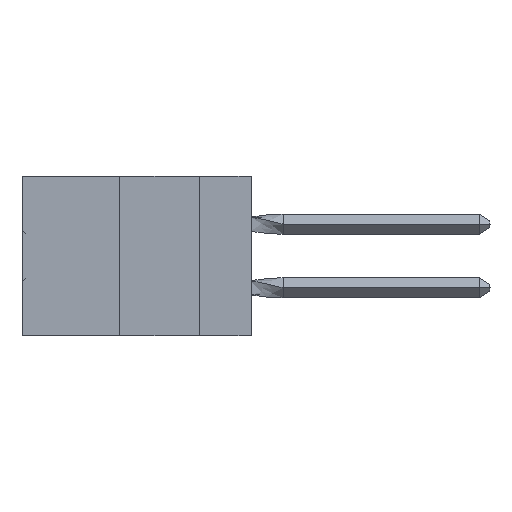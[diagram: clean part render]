
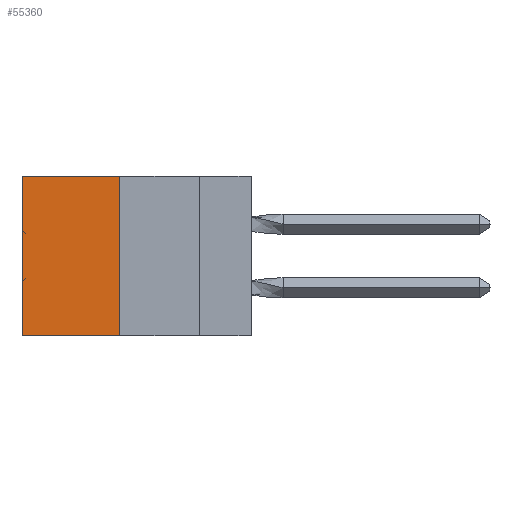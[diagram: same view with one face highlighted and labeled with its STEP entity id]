
A CAD part, left-side view. The second image highlights one B-rep face of the part: STEP entity #55360.
In plain terms, the highlighted planar face has unit normal (-1, 0, 0).
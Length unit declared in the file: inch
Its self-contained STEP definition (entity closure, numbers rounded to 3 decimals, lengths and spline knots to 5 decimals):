
#563 = CARTESIAN_POINT ( 'NONE',  ( 0.305, 0.413, 0. ) ) ;
#3389 = VECTOR ( 'NONE', #46797, 39.37008 ) ;
#4461 = CARTESIAN_POINT ( 'NONE',  ( 0.305, 0.72, 0. ) ) ;
#8728 = FACE_OUTER_BOUND ( 'NONE', #51496, .T. ) ;
#8793 = ORIENTED_EDGE ( 'NONE', *, *, #25897, .T. ) ;
#9567 = DIRECTION ( 'NONE',  ( 0., 1., 0. ) ) ;
#9674 = DIRECTION ( 'NONE',  ( 0., 0., -1. ) ) ;
#10887 = EDGE_CURVE ( 'NONE', #54132, #33085, #39825, .T. ) ;
#11500 = LINE ( 'NONE', #17107, #3389 ) ;
#13033 = DIRECTION ( 'NONE',  ( 0., 1., 0. ) ) ;
#14116 = VECTOR ( 'NONE', #9567, 39.37008 ) ;
#17016 = VECTOR ( 'NONE', #9674, 39.37008 ) ;
#17107 = CARTESIAN_POINT ( 'NONE',  ( 0.305, 0.413, -0.5 ) ) ;
#24853 = LINE ( 'NONE', #35324, #14116 ) ;
#25163 = CARTESIAN_POINT ( 'NONE',  ( 0.305, 0.413, -0.5 ) ) ;
#25897 = EDGE_CURVE ( 'NONE', #33085, #34111, #48613, .T. ) ;
#26752 = AXIS2_PLACEMENT_3D ( 'NONE', #49250, #40795, #44915 ) ;
#26877 = CARTESIAN_POINT ( 'NONE',  ( 0.305, 0.72, -0.5 ) ) ;
#30861 = VERTEX_POINT ( 'NONE', #25163 ) ;
#30888 = EDGE_CURVE ( 'NONE', #30861, #34111, #24853, .T. ) ;
#32226 = CARTESIAN_POINT ( 'NONE',  ( 0.305, 0.413, 0. ) ) ;
#32639 = PLANE ( 'NONE',  #26752 ) ;
#33085 = VERTEX_POINT ( 'NONE', #4461 ) ;
#33808 = EDGE_CURVE ( 'NONE', #54132, #30861, #11500, .T. ) ;
#34111 = VERTEX_POINT ( 'NONE', #26877 ) ;
#35324 = CARTESIAN_POINT ( 'NONE',  ( 0.305, 0.413, -0.5 ) ) ;
#37083 = VECTOR ( 'NONE', #13033, 39.37008 ) ;
#37563 = ORIENTED_EDGE ( 'NONE', *, *, #33808, .F. ) ;
#39825 = LINE ( 'NONE', #563, #37083 ) ;
#40795 = DIRECTION ( 'NONE',  ( 1., 0., 0. ) ) ;
#44915 = DIRECTION ( 'NONE',  ( 0., 0., -1. ) ) ;
#46797 = DIRECTION ( 'NONE',  ( 0., 0., -1. ) ) ;
#48026 = CARTESIAN_POINT ( 'NONE',  ( 0.305, 0.72, -0.5 ) ) ;
#48613 = LINE ( 'NONE', #48026, #17016 ) ;
#48761 = ORIENTED_EDGE ( 'NONE', *, *, #30888, .F. ) ;
#49250 = CARTESIAN_POINT ( 'NONE',  ( 0.305, 0.413, -0.5 ) ) ;
#49378 = ORIENTED_EDGE ( 'NONE', *, *, #10887, .T. ) ;
#51496 = EDGE_LOOP ( 'NONE', ( #8793, #48761, #37563, #49378 ) ) ;
#54132 = VERTEX_POINT ( 'NONE', #32226 ) ;
#55360 = ADVANCED_FACE ( 'NONE', ( #8728 ), #32639, .F. ) ;
